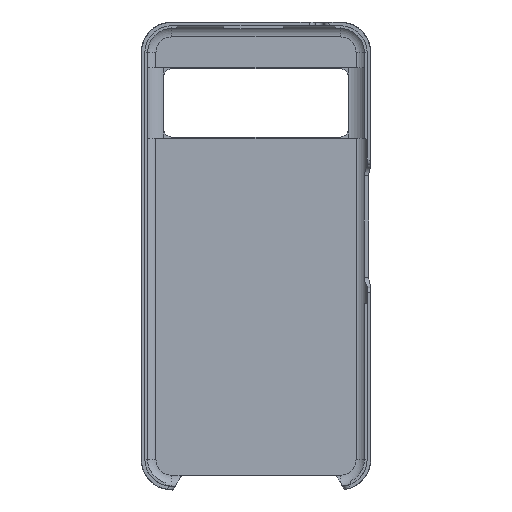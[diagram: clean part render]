
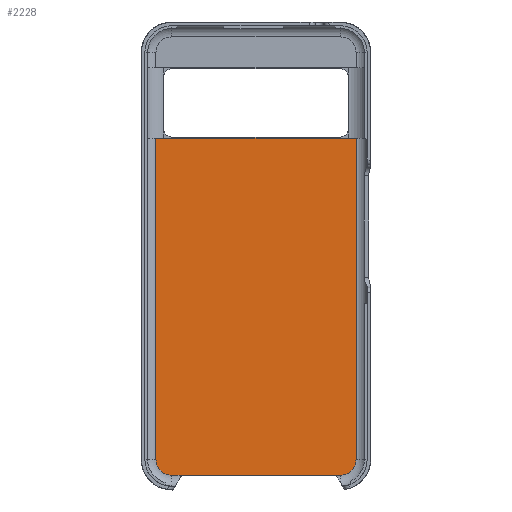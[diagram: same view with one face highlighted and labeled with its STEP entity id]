
A CAD part, top view. The second image highlights one B-rep face of the part: STEP entity #2228.
In plain terms, the highlighted planar face has unit normal (0, 0, 1).
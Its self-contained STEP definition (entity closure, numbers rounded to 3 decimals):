
#242=FACE_OUTER_BOUND('',#371,.T.);
#371=EDGE_LOOP('',(#2023,#2024,#2025,#2026,#2027,#2028,#2029,#2030));
#386=LINE('',#3188,#584);
#529=LINE('',#3751,#727);
#533=LINE('',#3763,#731);
#545=LINE('',#3821,#743);
#566=LINE('',#3934,#764);
#570=LINE('',#3961,#768);
#584=VECTOR('',#2524,10.);
#727=VECTOR('',#2937,10.);
#731=VECTOR('',#2951,10.);
#743=VECTOR('',#2991,10.);
#764=VECTOR('',#3086,10.);
#768=VECTOR('',#3134,10.);
#846=CIRCLE('',#2444,5.537);
#851=CIRCLE('',#2453,5.537);
#876=VERTEX_POINT('',#3185);
#877=VERTEX_POINT('',#3187);
#1013=VERTEX_POINT('',#3673);
#1018=VERTEX_POINT('',#3701);
#1024=VERTEX_POINT('',#3762);
#1033=VERTEX_POINT('',#3820);
#1054=VERTEX_POINT('',#3924);
#1055=VERTEX_POINT('',#3932);
#1081=EDGE_CURVE('',#877,#876,#386,.T.);
#1301=EDGE_CURVE('',#1013,#1018,#529,.T.);
#1307=EDGE_CURVE('',#1018,#1024,#533,.T.);
#1327=EDGE_CURVE('',#877,#1033,#545,.T.);
#1366=EDGE_CURVE('',#1024,#1054,#846,.T.);
#1371=EDGE_CURVE('',#1055,#1013,#566,.T.);
#1372=EDGE_CURVE('',#1033,#1055,#851,.T.);
#1382=EDGE_CURVE('',#1054,#876,#570,.T.);
#2023=ORIENTED_EDGE('',*,*,#1081,.T.);
#2024=ORIENTED_EDGE('',*,*,#1382,.F.);
#2025=ORIENTED_EDGE('',*,*,#1366,.F.);
#2026=ORIENTED_EDGE('',*,*,#1307,.F.);
#2027=ORIENTED_EDGE('',*,*,#1301,.F.);
#2028=ORIENTED_EDGE('',*,*,#1371,.F.);
#2029=ORIENTED_EDGE('',*,*,#1372,.F.);
#2030=ORIENTED_EDGE('',*,*,#1327,.F.);
#2101=PLANE('',#2473);
#2228=ADVANCED_FACE('',(#242),#2101,.T.);
#2444=AXIS2_PLACEMENT_3D('',#3925,#3070,#3071);
#2453=AXIS2_PLACEMENT_3D('',#3936,#3089,#3090);
#2473=AXIS2_PLACEMENT_3D('',#3960,#3132,#3133);
#2524=DIRECTION('',(-1.,0.,0.));
#2937=DIRECTION('',(-1.,0.,0.));
#2951=DIRECTION('',(-1.,0.,0.));
#2991=DIRECTION('',(0.,-1.,0.));
#3070=DIRECTION('center_axis',(0.,0.,
-1.));
#3071=DIRECTION('ref_axis',(0.,-1.,0.));
#3086=DIRECTION('',(-1.,0.,0.));
#3089=DIRECTION('center_axis',(0.,0.,-1.));
#3090=DIRECTION('ref_axis',(1.,0.,0.));
#3132=DIRECTION('center_axis',(0.,0.,1.));
#3133=DIRECTION('ref_axis',(1.,0.,0.));
#3134=DIRECTION('',(0.,1.,0.));
#3185=CARTESIAN_POINT('',(-35.637,41.95,-8.3));
#3187=CARTESIAN_POINT('',(35.637,41.95,-8.3));
#3188=CARTESIAN_POINT('',(-17.819,41.95,-8.3));
#3673=CARTESIAN_POINT('',(27.917,-78.087,-8.3));
#3701=CARTESIAN_POINT('',(-25.917,-78.087,-8.3));
#3751=CARTESIAN_POINT('',(30.1,-78.087,-8.3));
#3762=CARTESIAN_POINT('',(-30.1,-78.087,-8.3));
#3763=CARTESIAN_POINT('',(30.1,-78.087,-8.3));
#3820=CARTESIAN_POINT('',(35.637,-72.55,-8.3));
#3821=CARTESIAN_POINT('',(35.637,72.55,-8.3));
#3924=CARTESIAN_POINT('',(-35.637,-72.55,-8.3));
#3925=CARTESIAN_POINT('Origin',(-30.1,-72.55,-8.3));
#3932=CARTESIAN_POINT('',(30.1,-78.087,-8.3));
#3934=CARTESIAN_POINT('',(30.1,-78.087,-8.3));
#3936=CARTESIAN_POINT('Origin',(30.1,-72.55,-8.3));
#3960=CARTESIAN_POINT('Origin',(-35.637,0.,-8.3));
#3961=CARTESIAN_POINT('',(-35.637,0.,-8.3));
